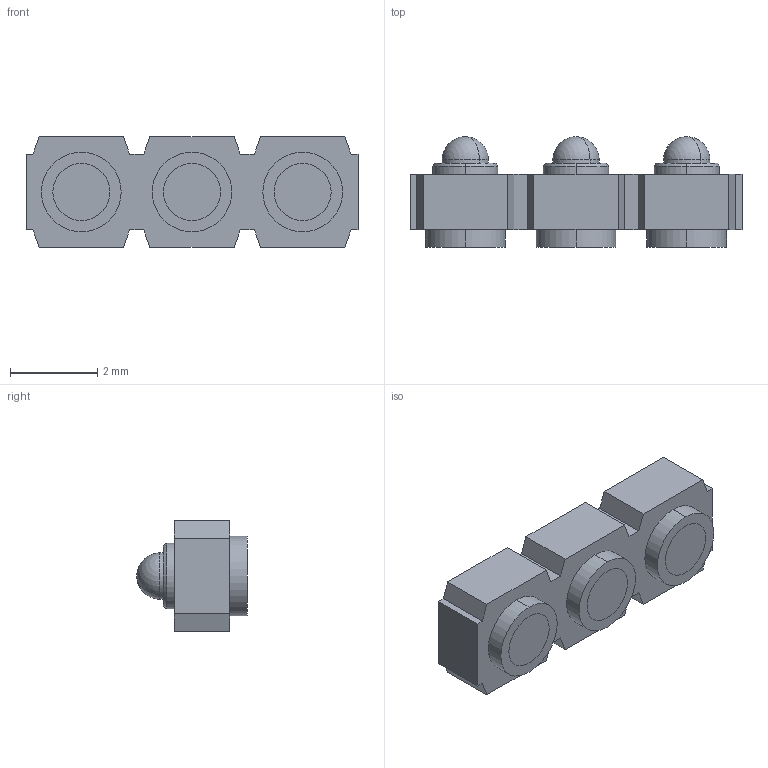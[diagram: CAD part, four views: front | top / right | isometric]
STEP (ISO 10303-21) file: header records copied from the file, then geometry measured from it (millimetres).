
FILE_DESCRIPTION (( 'STEP AP214' ), '1' );
FILE_NAME ('mill-max-815-22-003-30-001101.step', '2020-01-14T08:31:06', ( '' ), ( '' ), 'SwSTEP 2.0', 'SolidWorks 2019', '' );
FILE_SCHEMA (( 'AUTOMOTIVE_DESIGN' ));
Length unit declared in the file: inch
Products named in the file (3): mill-max-815-22-003-30-001101_P3XX-18-012-00-090000_P303-18-012-00-090000; mill-max-815-22-003-30-001101_0965_default; mill-max-815-22-003-30-001101
Assembly tree (4 placements, depth 2):
  mill-max-815-22-003-30-001101
    mill-max-815-22-003-30-001101_P3XX-18-012-00-090000_P303-18-012-00-090000
    mill-max-815-22-003-30-001101_0965_default  x3
Bounding box: 7.62 x 2.54 x 2.54 mm (x, y, z)
Volume: 28.2 mm3; surface area: 119.7 mm2
Topology: 4 solids, 4 shells, 93 faces, 222 edges, 143 vertices
Faces by surface type: plane 45, cylinder 30, cone 12, sphere 6
Entity records: 1796 total; most frequent: DIRECTION 298, CARTESIAN_POINT 291, ORIENTED_EDGE 276, EDGE_CURVE 138, LINE 102, VECTOR 102, AXIS2_PLACEMENT_3D 98, VERTEX_POINT 91
